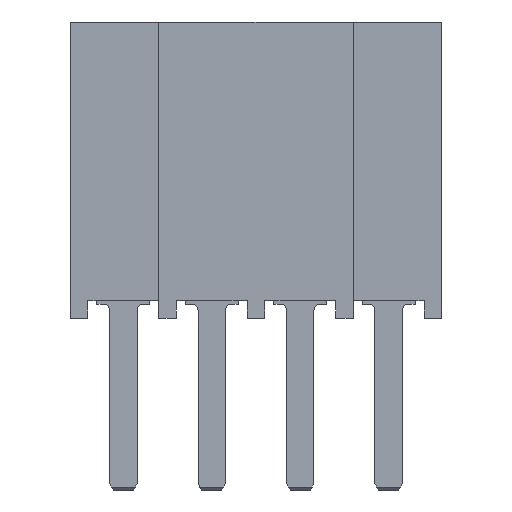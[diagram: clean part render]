
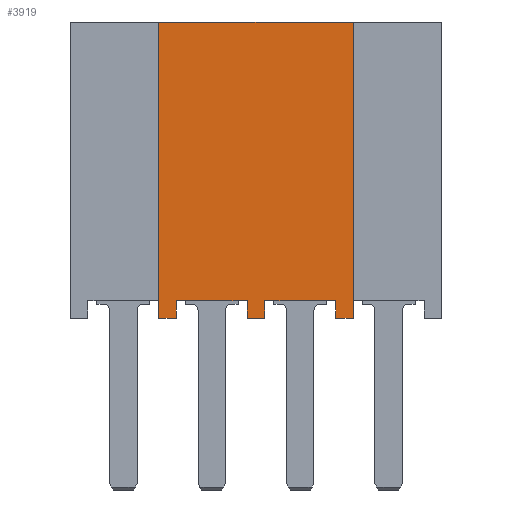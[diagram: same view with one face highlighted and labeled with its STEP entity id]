
A CAD part, front view. The second image highlights one B-rep face of the part: STEP entity #3919.
In plain terms, the highlighted planar face has unit normal (0, -1, 0).
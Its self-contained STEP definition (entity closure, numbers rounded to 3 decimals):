
#3530=CARTESIAN_POINT('',(0.254,-1.206,0.508));
#3531=VERTEX_POINT('',#3530);
#3548=CARTESIAN_POINT('',(2.286,-1.206,0.508));
#3549=VERTEX_POINT('',#3548);
#3556=CARTESIAN_POINT('',(0.254,-1.206,0.508));
#3557=DIRECTION('',(1.0,0.0,0.0));
#3558=VECTOR('',#3557,2.032);
#3559=LINE('',#3556,#3558);
#3560=EDGE_CURVE('',#3531,#3549,#3559,.T.);
#3762=CARTESIAN_POINT('',(2.794,-1.206,8.509));
#3763=VERTEX_POINT('',#3762);
#3770=CARTESIAN_POINT('',(2.794,-1.206,0.));
#3771=VERTEX_POINT('',#3770);
#3772=CARTESIAN_POINT('',(2.794,-1.206,8.509));
#3773=DIRECTION('',(0.0,0.0,-1.0));
#3774=VECTOR('',#3773,8.509);
#3775=LINE('',#3772,#3774);
#3776=EDGE_CURVE('',#3763,#3771,#3775,.T.);
#3801=CARTESIAN_POINT('',(2.286,-1.206,0.));
#3802=VERTEX_POINT('',#3801);
#3809=CARTESIAN_POINT('',(2.286,-1.206,0.508));
#3810=DIRECTION('',(0.0,0.0,-1.0));
#3811=VECTOR('',#3810,0.508);
#3812=LINE('',#3809,#3811);
#3813=EDGE_CURVE('',#3549,#3802,#3812,.T.);
#3836=CARTESIAN_POINT('',(2.286,-1.206,0.));
#3837=DIRECTION('',(1.0,0.0,0.0));
#3838=VECTOR('',#3837,0.508);
#3839=LINE('',#3836,#3838);
#3840=EDGE_CURVE('',#3802,#3771,#3839,.T.);
#3846=CARTESIAN_POINT('',(0.406,-1.206,-0.425));
#3847=DIRECTION('',(0.0,1.0,0.0));
#3848=DIRECTION('',(-1.0,0.0,0.0));
#3849=AXIS2_PLACEMENT_3D('',#3846,#3847,#3848);
#3850=PLANE('',#3849);
#3851=CARTESIAN_POINT('',(-2.794,-1.206,8.509));
#3852=VERTEX_POINT('',#3851);
#3853=CARTESIAN_POINT('',(-2.794,-1.206,8.509));
#3854=DIRECTION('',(1.0,0.0,0.0));
#3855=VECTOR('',#3854,5.588);
#3856=LINE('',#3853,#3855);
#3857=EDGE_CURVE('',#3852,#3763,#3856,.T.);
#3858=ORIENTED_EDGE('',*,*,#3857,.F.);
#3859=CARTESIAN_POINT('',(-2.794,-1.206,0.));
#3860=VERTEX_POINT('',#3859);
#3861=CARTESIAN_POINT('',(-2.794,-1.206,8.509));
#3862=DIRECTION('',(0.0,0.0,-1.0));
#3863=VECTOR('',#3862,8.509);
#3864=LINE('',#3861,#3863);
#3865=EDGE_CURVE('',#3852,#3860,#3864,.T.);
#3866=ORIENTED_EDGE('',*,*,#3865,.T.);
#3867=CARTESIAN_POINT('',(-2.286,-1.206,0.));
#3868=VERTEX_POINT('',#3867);
#3869=CARTESIAN_POINT('',(-2.794,-1.206,0.));
#3870=DIRECTION('',(1.0,0.0,0.0));
#3871=VECTOR('',#3870,0.508);
#3872=LINE('',#3869,#3871);
#3873=EDGE_CURVE('',#3860,#3868,#3872,.T.);
#3874=ORIENTED_EDGE('',*,*,#3873,.T.);
#3875=CARTESIAN_POINT('',(-2.286,-1.206,0.508));
#3876=VERTEX_POINT('',#3875);
#3877=CARTESIAN_POINT('',(-2.286,-1.206,0.508));
#3878=DIRECTION('',(0.0,0.0,-1.0));
#3879=VECTOR('',#3878,0.508);
#3880=LINE('',#3877,#3879);
#3881=EDGE_CURVE('',#3876,#3868,#3880,.T.);
#3882=ORIENTED_EDGE('',*,*,#3881,.F.);
#3883=CARTESIAN_POINT('',(-0.254,-1.206,0.508));
#3884=VERTEX_POINT('',#3883);
#3885=CARTESIAN_POINT('',(-2.286,-1.206,0.508));
#3886=DIRECTION('',(1.0,0.0,0.0));
#3887=VECTOR('',#3886,2.032);
#3888=LINE('',#3885,#3887);
#3889=EDGE_CURVE('',#3876,#3884,#3888,.T.);
#3890=ORIENTED_EDGE('',*,*,#3889,.T.);
#3891=CARTESIAN_POINT('',(-0.254,-1.206,0.));
#3892=VERTEX_POINT('',#3891);
#3893=CARTESIAN_POINT('',(-0.254,-1.206,0.508));
#3894=DIRECTION('',(0.0,0.0,-1.0));
#3895=VECTOR('',#3894,0.508);
#3896=LINE('',#3893,#3895);
#3897=EDGE_CURVE('',#3884,#3892,#3896,.T.);
#3898=ORIENTED_EDGE('',*,*,#3897,.T.);
#3899=CARTESIAN_POINT('',(0.254,-1.206,0.));
#3900=VERTEX_POINT('',#3899);
#3901=CARTESIAN_POINT('',(-0.254,-1.206,0.));
#3902=DIRECTION('',(1.0,0.0,0.0));
#3903=VECTOR('',#3902,0.508);
#3904=LINE('',#3901,#3903);
#3905=EDGE_CURVE('',#3892,#3900,#3904,.T.);
#3906=ORIENTED_EDGE('',*,*,#3905,.T.);
#3907=CARTESIAN_POINT('',(0.254,-1.206,0.508));
#3908=DIRECTION('',(0.0,0.0,-1.0));
#3909=VECTOR('',#3908,0.508);
#3910=LINE('',#3907,#3909);
#3911=EDGE_CURVE('',#3531,#3900,#3910,.T.);
#3912=ORIENTED_EDGE('',*,*,#3911,.F.);
#3913=ORIENTED_EDGE('',*,*,#3560,.T.);
#3914=ORIENTED_EDGE('',*,*,#3813,.T.);
#3915=ORIENTED_EDGE('',*,*,#3840,.T.);
#3916=ORIENTED_EDGE('',*,*,#3776,.F.);
#3917=EDGE_LOOP('',(#3858,#3866,#3874,#3882,#3890,#3898,#3906,#3912,#3913,#3914,#3915,#3916));
#3918=FACE_OUTER_BOUND('',#3917,.T.);
#3919=ADVANCED_FACE('',(#3918),#3850,.F.);
